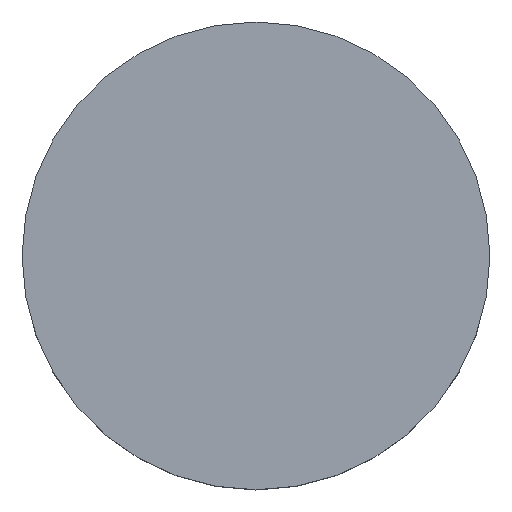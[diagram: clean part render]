
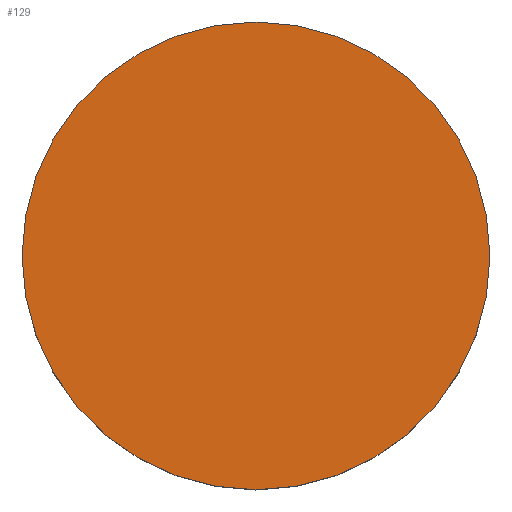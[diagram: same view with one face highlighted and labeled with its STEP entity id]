
A CAD part, top view. The second image highlights one B-rep face of the part: STEP entity #129.
In plain terms, the highlighted planar face has unit normal (0, 0, 1).
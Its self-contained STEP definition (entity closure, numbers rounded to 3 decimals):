
#7 = ORIENTED_EDGE ( 'NONE', *, *, #73, .F. ) ;
#9 = VERTEX_POINT ( 'NONE', #31 ) ;
#14 = EDGE_CURVE ( 'NONE', #9, #213, #50, .T. ) ;
#24 = CARTESIAN_POINT ( 'NONE',  ( -6.35, 0., 2.9 ) ) ;
#31 = CARTESIAN_POINT ( 'NONE',  ( 6.35, 0., 2.9 ) ) ;
#48 = DIRECTION ( 'NONE',  ( 1., 0., 0. ) ) ;
#50 = CIRCLE ( 'NONE', #111, 6.35 ) ;
#54 = CARTESIAN_POINT ( 'NONE',  ( 0., 0., 2.9 ) ) ;
#59 = DIRECTION ( 'NONE',  ( 0., 0., -1. ) ) ;
#63 = CIRCLE ( 'NONE', #124, 6.35 ) ;
#73 = EDGE_CURVE ( 'NONE', #213, #9, #63, .T. ) ;
#75 = PLANE ( 'NONE',  #154 ) ;
#76 = EDGE_LOOP ( 'NONE', ( #109, #7 ) ) ;
#91 = DIRECTION ( 'NONE',  ( 1., 0., 0. ) ) ;
#109 = ORIENTED_EDGE ( 'NONE', *, *, #14, .F. ) ;
#111 = AXIS2_PLACEMENT_3D ( 'NONE', #128, #168, #48 ) ;
#123 = DIRECTION ( 'NONE',  ( 1., 0., 0. ) ) ;
#124 = AXIS2_PLACEMENT_3D ( 'NONE', #54, #59, #123 ) ;
#128 = CARTESIAN_POINT ( 'NONE',  ( 0., 0., 2.9 ) ) ;
#129 = ADVANCED_FACE ( 'NONE', ( #137 ), #75, .T. ) ;
#137 = FACE_OUTER_BOUND ( 'NONE', #76, .T. ) ;
#154 = AXIS2_PLACEMENT_3D ( 'NONE', #176, #197, #91 ) ;
#168 = DIRECTION ( 'NONE',  ( 0., 0., -1. ) ) ;
#176 = CARTESIAN_POINT ( 'NONE',  ( 0., 13.158, 2.9 ) ) ;
#197 = DIRECTION ( 'NONE',  ( 0., 0., 1. ) ) ;
#213 = VERTEX_POINT ( 'NONE', #24 ) ;
